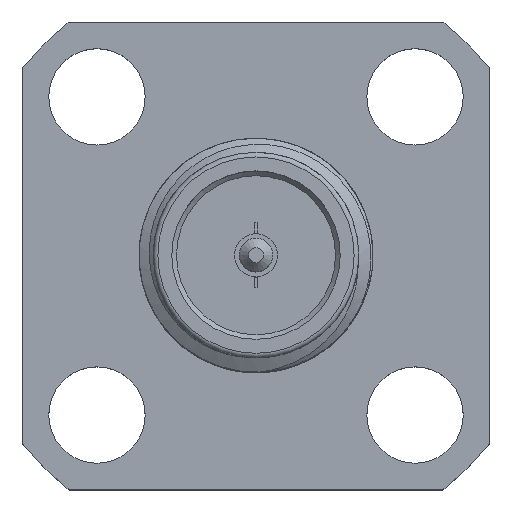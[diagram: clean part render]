
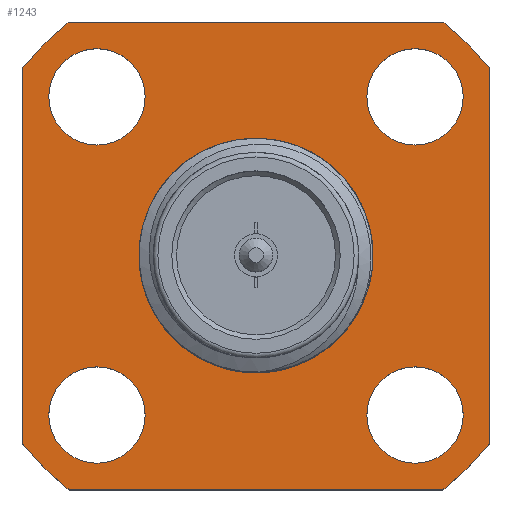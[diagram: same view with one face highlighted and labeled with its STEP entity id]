
A CAD part, top view. The second image highlights one B-rep face of the part: STEP entity #1243.
In plain terms, the highlighted planar face has unit normal (0, 0, 1).
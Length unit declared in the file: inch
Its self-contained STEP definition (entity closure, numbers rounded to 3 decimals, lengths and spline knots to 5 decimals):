
#20 = CIRCLE ( 'NONE', #3634, 0.0515 ) ;
#31 = CARTESIAN_POINT ( 'NONE',  ( 0.19975, -0.25, 0. ) ) ;
#65 = DIRECTION ( 'NONE',  ( -1., 0., 0. ) ) ;
#93 = EDGE_CURVE ( 'NONE', #487, #3481, #1048, .T. ) ;
#178 = FACE_BOUND ( 'NONE', #4146, .T. ) ;
#190 = CARTESIAN_POINT ( 'NONE',  ( -0.125, 0., 0. ) ) ;
#224 = PLANE ( 'NONE',  #1358 ) ;
#289 = EDGE_LOOP ( 'NONE', ( #3717 ) ) ;
#292 = DIRECTION ( 'NONE',  ( 0., 0., -1. ) ) ;
#294 = DIRECTION ( 'NONE',  ( 1., 0., 0. ) ) ;
#358 = DIRECTION ( 'NONE',  ( 0., 0., 1. ) ) ;
#461 = CARTESIAN_POINT ( 'NONE',  ( 0., 0., 0. ) ) ;
#487 = VERTEX_POINT ( 'NONE', #3786 ) ;
#517 = CARTESIAN_POINT ( 'NONE',  ( -0.1185, 0.17, 0. ) ) ;
#615 = DIRECTION ( 'NONE',  ( 0., 0., 1. ) ) ;
#650 = VERTEX_POINT ( 'NONE', #190 ) ;
#654 = DIRECTION ( 'NONE',  ( -1., 0., 0. ) ) ;
#695 = DIRECTION ( 'NONE',  ( 0., -1., 0. ) ) ;
#767 = EDGE_CURVE ( 'NONE', #3089, #2137, #3340, .T. ) ;
#775 = EDGE_CURVE ( 'NONE', #3562, #2756, #2346, .T. ) ;
#853 = DIRECTION ( 'NONE',  ( -1., 0., 0. ) ) ;
#914 = AXIS2_PLACEMENT_3D ( 'NONE', #3539, #1525, #917 ) ;
#917 = DIRECTION ( 'NONE',  ( 1., 0., 0. ) ) ;
#957 = FACE_BOUND ( 'NONE', #3767, .T. ) ;
#980 = EDGE_CURVE ( 'NONE', #487, #3925, #1605, .T. ) ;
#994 = DIRECTION ( 'NONE',  ( 0., 1., 0. ) ) ;
#1048 = LINE ( 'NONE', #3631, #4248 ) ;
#1084 = CARTESIAN_POINT ( 'NONE',  ( 0.25, 0.19975, 0. ) ) ;
#1095 = EDGE_CURVE ( 'NONE', #3367, #3925, #2930, .T. ) ;
#1141 = CIRCLE ( 'NONE', #914, 0.0515 ) ;
#1151 = ORIENTED_EDGE ( 'NONE', *, *, #2456, .F. ) ;
#1206 = CARTESIAN_POINT ( 'NONE',  ( 0.2215, 0.17, 0. ) ) ;
#1243 = ADVANCED_FACE ( 'NONE', ( #3978, #957, #4029, #2728, #178, #3299 ), #224, .F. ) ;
#1264 = CARTESIAN_POINT ( 'NONE',  ( -0.25, -0.19975, 0. ) ) ;
#1281 = DIRECTION ( 'NONE',  ( 1., 0., 0. ) ) ;
#1301 = VECTOR ( 'NONE', #654, 39.37008 ) ;
#1328 = CARTESIAN_POINT ( 'NONE',  ( -0.25, -0.25, 0. ) ) ;
#1358 = AXIS2_PLACEMENT_3D ( 'NONE', #3204, #3498, #853 ) ;
#1376 = DIRECTION ( 'NONE',  ( -1., 0., 0. ) ) ;
#1404 = CIRCLE ( 'NONE', #4066, 0.32 ) ;
#1525 = DIRECTION ( 'NONE',  ( 0., 0., 1. ) ) ;
#1548 = AXIS2_PLACEMENT_3D ( 'NONE', #461, #3791, #3429 ) ;
#1605 = CIRCLE ( 'NONE', #2114, 0.32 ) ;
#1608 = EDGE_CURVE ( 'NONE', #3508, #3508, #1662, .T. ) ;
#1649 = CARTESIAN_POINT ( 'NONE',  ( -0.17, -0.17, 0. ) ) ;
#1662 = CIRCLE ( 'NONE', #2875, 0.0515 ) ;
#1752 = EDGE_CURVE ( 'NONE', #650, #650, #3342, .T. ) ;
#1871 = CIRCLE ( 'NONE', #1548, 0.32 ) ;
#1888 = DIRECTION ( 'NONE',  ( 0., 0., 1. ) ) ;
#1922 = EDGE_CURVE ( 'NONE', #3089, #2756, #1871, .T. ) ;
#2073 = DIRECTION ( 'NONE',  ( 1., 0., 0. ) ) ;
#2114 = AXIS2_PLACEMENT_3D ( 'NONE', #3390, #2708, #1376 ) ;
#2122 = AXIS2_PLACEMENT_3D ( 'NONE', #2601, #615, #2939 ) ;
#2137 = VERTEX_POINT ( 'NONE', #1264 ) ;
#2223 = DIRECTION ( 'NONE',  ( -1., 0., 0. ) ) ;
#2250 = CARTESIAN_POINT ( 'NONE',  ( 0., 0., 0. ) ) ;
#2336 = CARTESIAN_POINT ( 'NONE',  ( -0.25, 0.25, 0. ) ) ;
#2346 = LINE ( 'NONE', #2336, #1301 ) ;
#2394 = VERTEX_POINT ( 'NONE', #517 ) ;
#2395 = CARTESIAN_POINT ( 'NONE',  ( 0.19975, 0.25, 0. ) ) ;
#2456 = EDGE_CURVE ( 'NONE', #2394, #2394, #20, .T. ) ;
#2520 = ORIENTED_EDGE ( 'NONE', *, *, #3211, .F. ) ;
#2535 = ORIENTED_EDGE ( 'NONE', *, *, #3349, .F. ) ;
#2537 = CARTESIAN_POINT ( 'NONE',  ( 0.2215, -0.17, 0. ) ) ;
#2601 = CARTESIAN_POINT ( 'NONE',  ( 0., 0., 0. ) ) ;
#2693 = ORIENTED_EDGE ( 'NONE', *, *, #1752, .F. ) ;
#2708 = DIRECTION ( 'NONE',  ( 0., 0., -1. ) ) ;
#2728 = FACE_BOUND ( 'NONE', #289, .T. ) ;
#2756 = VERTEX_POINT ( 'NONE', #3589 ) ;
#2774 = CIRCLE ( 'NONE', #4320, 0.0515 ) ;
#2829 = VECTOR ( 'NONE', #2073, 39.37008 ) ;
#2848 = CARTESIAN_POINT ( 'NONE',  ( -0.1185, -0.17, 0. ) ) ;
#2875 = AXIS2_PLACEMENT_3D ( 'NONE', #3623, #3593, #294 ) ;
#2893 = ORIENTED_EDGE ( 'NONE', *, *, #775, .T. ) ;
#2929 = ORIENTED_EDGE ( 'NONE', *, *, #3278, .T. ) ;
#2930 = LINE ( 'NONE', #3074, #2829 ) ;
#2939 = DIRECTION ( 'NONE',  ( 1., 0., 0. ) ) ;
#2969 = EDGE_CURVE ( 'NONE', #3072, #3072, #1141, .T. ) ;
#2985 = ORIENTED_EDGE ( 'NONE', *, *, #1922, .F. ) ;
#3027 = CARTESIAN_POINT ( 'NONE',  ( -0.19975, -0.25, 0. ) ) ;
#3050 = ORIENTED_EDGE ( 'NONE', *, *, #767, .T. ) ;
#3060 = EDGE_LOOP ( 'NONE', ( #2693 ) ) ;
#3072 = VERTEX_POINT ( 'NONE', #1206 ) ;
#3074 = CARTESIAN_POINT ( 'NONE',  ( -0.25, -0.25, 0. ) ) ;
#3089 = VERTEX_POINT ( 'NONE', #3222 ) ;
#3094 = ORIENTED_EDGE ( 'NONE', *, *, #1095, .T. ) ;
#3130 = CIRCLE ( 'NONE', #2122, 0.32 ) ;
#3204 = CARTESIAN_POINT ( 'NONE',  ( 0., 0., 0. ) ) ;
#3211 = EDGE_CURVE ( 'NONE', #3367, #2137, #1404, .T. ) ;
#3222 = CARTESIAN_POINT ( 'NONE',  ( -0.25, 0.19975, 0. ) ) ;
#3236 = DIRECTION ( 'NONE',  ( 1., 0., 0. ) ) ;
#3262 = ORIENTED_EDGE ( 'NONE', *, *, #93, .T. ) ;
#3278 = EDGE_CURVE ( 'NONE', #3481, #3562, #3130, .T. ) ;
#3299 = FACE_OUTER_BOUND ( 'NONE', #4103, .T. ) ;
#3340 = LINE ( 'NONE', #1328, #4134 ) ;
#3342 = CIRCLE ( 'NONE', #4173, 0.125 ) ;
#3344 = CARTESIAN_POINT ( 'NONE',  ( 0., 0., 0. ) ) ;
#3349 = EDGE_CURVE ( 'NONE', #3911, #3911, #2774, .T. ) ;
#3367 = VERTEX_POINT ( 'NONE', #3027 ) ;
#3390 = CARTESIAN_POINT ( 'NONE',  ( 0., 0., 0. ) ) ;
#3429 = DIRECTION ( 'NONE',  ( -1., 0., 0. ) ) ;
#3481 = VERTEX_POINT ( 'NONE', #1084 ) ;
#3498 = DIRECTION ( 'NONE',  ( 0., 0., -1. ) ) ;
#3508 = VERTEX_POINT ( 'NONE', #2537 ) ;
#3539 = CARTESIAN_POINT ( 'NONE',  ( 0.17, 0.17, 0. ) ) ;
#3562 = VERTEX_POINT ( 'NONE', #2395 ) ;
#3589 = CARTESIAN_POINT ( 'NONE',  ( -0.19975, 0.25, 0. ) ) ;
#3593 = DIRECTION ( 'NONE',  ( 0., 0., 1. ) ) ;
#3623 = CARTESIAN_POINT ( 'NONE',  ( 0.17, -0.17, 0. ) ) ;
#3631 = CARTESIAN_POINT ( 'NONE',  ( 0.25, -0.25, 0. ) ) ;
#3634 = AXIS2_PLACEMENT_3D ( 'NONE', #4195, #1888, #3236 ) ;
#3636 = DIRECTION ( 'NONE',  ( 0., 0., 1. ) ) ;
#3717 = ORIENTED_EDGE ( 'NONE', *, *, #1608, .F. ) ;
#3767 = EDGE_LOOP ( 'NONE', ( #2535 ) ) ;
#3786 = CARTESIAN_POINT ( 'NONE',  ( 0.25, -0.19975, 0. ) ) ;
#3791 = DIRECTION ( 'NONE',  ( 0., 0., -1. ) ) ;
#3911 = VERTEX_POINT ( 'NONE', #2848 ) ;
#3925 = VERTEX_POINT ( 'NONE', #31 ) ;
#3978 = FACE_BOUND ( 'NONE', #3060, .T. ) ;
#4029 = FACE_BOUND ( 'NONE', #4197, .T. ) ;
#4041 = ORIENTED_EDGE ( 'NONE', *, *, #2969, .F. ) ;
#4046 = ORIENTED_EDGE ( 'NONE', *, *, #980, .F. ) ;
#4066 = AXIS2_PLACEMENT_3D ( 'NONE', #2250, #292, #2223 ) ;
#4103 = EDGE_LOOP ( 'NONE', ( #2985, #3050, #2520, #3094, #4046, #3262, #2929, #2893 ) ) ;
#4134 = VECTOR ( 'NONE', #695, 39.37008 ) ;
#4146 = EDGE_LOOP ( 'NONE', ( #1151 ) ) ;
#4173 = AXIS2_PLACEMENT_3D ( 'NONE', #3344, #358, #65 ) ;
#4195 = CARTESIAN_POINT ( 'NONE',  ( -0.17, 0.17, 0. ) ) ;
#4197 = EDGE_LOOP ( 'NONE', ( #4041 ) ) ;
#4248 = VECTOR ( 'NONE', #994, 39.37008 ) ;
#4320 = AXIS2_PLACEMENT_3D ( 'NONE', #1649, #3636, #1281 ) ;
